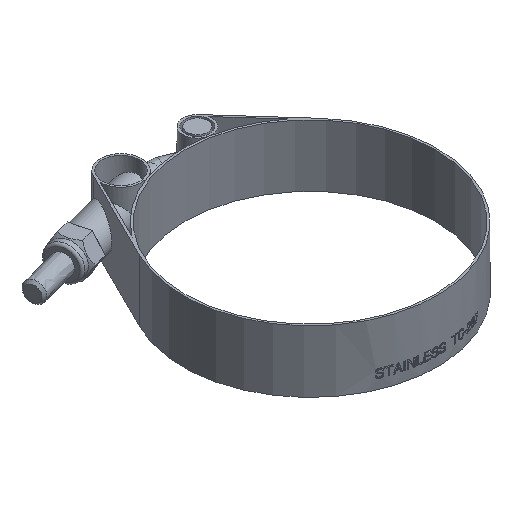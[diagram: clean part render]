
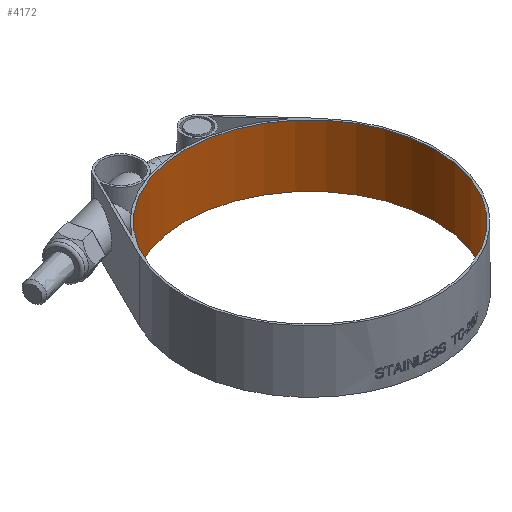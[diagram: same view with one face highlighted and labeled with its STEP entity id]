
A CAD part, isometric view. The second image highlights one B-rep face of the part: STEP entity #4172.
In plain terms, the highlighted cylindrical face has radius 38.481 mm (diameter 76.962 mm), a full revolution.
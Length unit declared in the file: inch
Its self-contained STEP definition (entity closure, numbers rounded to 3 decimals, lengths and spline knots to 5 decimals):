
#327=CIRCLE('',#4407,1.515);
#328=CIRCLE('',#4408,1.515);
#569=FACE_OUTER_BOUND('',#826,.T.);
#826=EDGE_LOOP('',(#3875,#3876,#3877,#3878));
#1079=LINE('',#23939,#1324);
#1324=VECTOR('',#5083,1.515);
#2023=VERTEX_POINT('',#23936);
#2024=VERTEX_POINT('',#23938);
#2650=EDGE_CURVE('',#2023,#2023,#327,.T.);
#2651=EDGE_CURVE('',#2023,#2024,#1079,.T.);
#2652=EDGE_CURVE('',#2024,#2024,#328,.T.);
#3875=ORIENTED_EDGE('',*,*,#2650,.F.);
#3876=ORIENTED_EDGE('',*,*,#2651,.T.);
#3877=ORIENTED_EDGE('',*,*,#2652,.F.);
#3878=ORIENTED_EDGE('',*,*,#2651,.F.);
#3942=CYLINDRICAL_SURFACE('',#4406,1.515);
#4172=ADVANCED_FACE('',(#569),#3942,.F.);
#4406=AXIS2_PLACEMENT_3D('',#23935,#5079,#5080);
#4407=AXIS2_PLACEMENT_3D('',#23937,#5081,#5082);
#4408=AXIS2_PLACEMENT_3D('',#23940,#5084,#5085);
#5079=DIRECTION('center_axis',(0.,0.,1.));
#5080=DIRECTION('ref_axis',(-1.,0.,0.));
#5081=DIRECTION('center_axis',(0.,0.,1.));
#5082=DIRECTION('ref_axis',(-1.,0.,0.));
#5083=DIRECTION('',(0.,0.,1.));
#5084=DIRECTION('center_axis',(0.,0.,-1.));
#5085=DIRECTION('ref_axis',(-1.,0.,0.));
#23935=CARTESIAN_POINT('Origin',(0.,0.,0.));
#23936=CARTESIAN_POINT('',(1.515,0.,-0.375));
#23937=CARTESIAN_POINT('Origin',(0.,0.,-0.375));
#23938=CARTESIAN_POINT('',(1.515,0.,0.375));
#23939=CARTESIAN_POINT('',(1.515,0.,0.));
#23940=CARTESIAN_POINT('Origin',(0.,0.,0.375));
